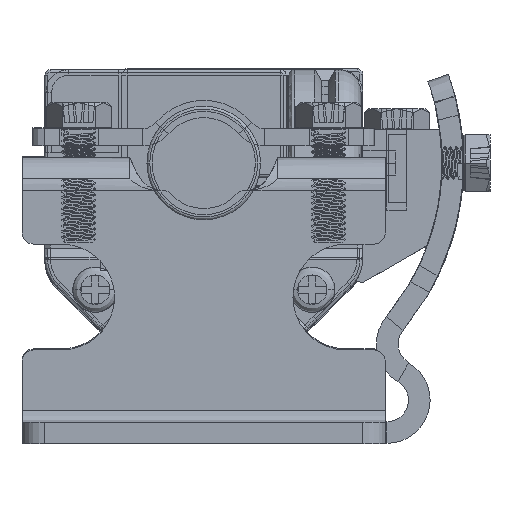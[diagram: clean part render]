
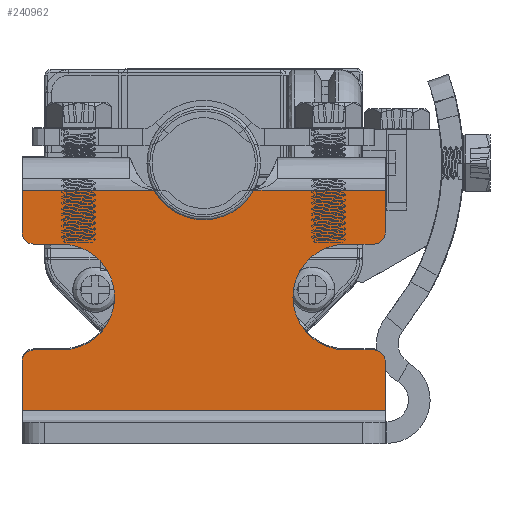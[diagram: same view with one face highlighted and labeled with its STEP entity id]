
A CAD part, front view. The second image highlights one B-rep face of the part: STEP entity #240962.
In plain terms, the highlighted planar face has unit normal (0, -1, 0).
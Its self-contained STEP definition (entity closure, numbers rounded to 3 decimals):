
#230420=CARTESIAN_POINT('',(-3.666,-1.9,21.3));
#230421=DIRECTION('',(0.,-1.,0.));
#230422=DIRECTION('',(0.733,0.,0.68));
#230423=AXIS2_PLACEMENT_3D('',#230420,#230421,#230422);
#230425=CARTESIAN_POINT('',(0.,-1.9,24.7));
#230426=DIRECTION('',(0.,1.,0.));
#230427=DIRECTION('',(0.733,0.,-0.68));
#230428=AXIS2_PLACEMENT_3D('',#230425,#230426,#230427);
#230430=CARTESIAN_POINT('',(3.666,-1.9,21.3));
#230431=DIRECTION('',(0.,-1.,0.));
#230432=DIRECTION('',(0.,0.,1.));
#230433=AXIS2_PLACEMENT_3D('',#230430,#230431,#230432);
#230435=DIRECTION('',(-1.,0.,0.));
#230436=VECTOR('',#230435,0.313);
#230437=CARTESIAN_POINT('',(3.979,-1.9,22.3));
#230438=LINE('',#230437,#230436);
#230439=CARTESIAN_POINT('',(15.,-1.9,18.55));
#230440=DIRECTION('',(0.,-1.,0.));
#230441=DIRECTION('',(0.,0.,-1.));
#230442=AXIS2_PLACEMENT_3D('',#230439,#230440,#230441);
#230444=DIRECTION('',(-1.,0.,0.));
#230445=VECTOR('',#230444,2.5);
#230446=CARTESIAN_POINT('',(15.,-1.9,17.55));
#230447=LINE('',#230446,#230445);
#230448=CARTESIAN_POINT('',(12.5,-1.9,12.9));
#230449=DIRECTION('',(0.,-1.,0.));
#230450=DIRECTION('',(0.,0.,1.));
#230451=AXIS2_PLACEMENT_3D('',#230448,#230449,#230450);
#230453=DIRECTION('',(-1.,0.,0.));
#230454=VECTOR('',#230453,2.5);
#230455=CARTESIAN_POINT('',(15.,-1.9,8.25));
#230456=LINE('',#230455,#230454);
#230457=CARTESIAN_POINT('',(15.,-1.9,7.25));
#230458=DIRECTION('',(0.,-1.,0.));
#230459=DIRECTION('',(1.,0.,0.));
#230460=AXIS2_PLACEMENT_3D('',#230457,#230458,#230459);
#230462=DIRECTION('',(1.,0.,0.));
#230463=VECTOR('',#230462,32.);
#230464=CARTESIAN_POINT('',(-16.,-1.9,2.9));
#230465=LINE('',#230464,#230463);
#230466=CARTESIAN_POINT('',(-15.,-1.9,7.25));
#230467=DIRECTION('',(0.,-1.,0.));
#230468=DIRECTION('',(0.,0.,1.));
#230469=AXIS2_PLACEMENT_3D('',#230466,#230467,#230468);
#230471=DIRECTION('',(1.,0.,0.));
#230472=VECTOR('',#230471,2.5);
#230473=CARTESIAN_POINT('',(-15.,-1.9,8.25));
#230474=LINE('',#230473,#230472);
#230475=CARTESIAN_POINT('',(-12.5,-1.9,12.9));
#230476=DIRECTION('',(0.,-1.,0.));
#230477=DIRECTION('',(0.,0.,-1.));
#230478=AXIS2_PLACEMENT_3D('',#230475,#230476,#230477);
#230480=DIRECTION('',(1.,0.,0.));
#230481=VECTOR('',#230480,2.5);
#230482=CARTESIAN_POINT('',(-15.,-1.9,17.55));
#230483=LINE('',#230482,#230481);
#230484=CARTESIAN_POINT('',(-15.,-1.9,18.55));
#230485=DIRECTION('',(0.,-1.,0.));
#230486=DIRECTION('',(-1.,0.,0.));
#230487=AXIS2_PLACEMENT_3D('',#230484,#230485,#230486);
#230489=DIRECTION('',(-1.,0.,0.));
#230490=VECTOR('',#230489,0.313);
#230491=CARTESIAN_POINT('',(-3.666,-1.9,22.3));
#230492=LINE('',#230491,#230490);
#230748=CARTESIAN_POINT('',(-3.979,-1.9,22.3));
#230750=DIRECTION('',(1.,0.,0.));
#230751=VECTOR('',#230750,12.021);
#230752=CARTESIAN_POINT('',(-16.,-1.9,22.3));
#230753=LINE('',#230752,#230751);
#231250=CARTESIAN_POINT('',(3.979,-1.9,22.3));
#231274=DIRECTION('',(1.,0.,0.));
#231275=VECTOR('',#231274,12.021);
#231276=CARTESIAN_POINT('',(3.979,-1.9,22.3));
#231277=LINE('',#231276,#231275);
#231298=DIRECTION('',(0.,0.,1.));
#231299=VECTOR('',#231298,3.75);
#231300=CARTESIAN_POINT('',(16.,-1.9,18.55));
#231301=LINE('',#231300,#231299);
#231334=DIRECTION('',(0.,0.,1.));
#231335=VECTOR('',#231334,4.35);
#231336=CARTESIAN_POINT('',(16.,-1.9,2.9));
#231337=LINE('',#231336,#231335);
#237375=DIRECTION('',(0.,0.,1.));
#237376=VECTOR('',#237375,3.75);
#237377=CARTESIAN_POINT('',(-16.,-1.9,18.55));
#237378=LINE('',#237377,#237376);
#237399=DIRECTION('',(0.,0.,1.));
#237400=VECTOR('',#237399,4.35);
#237401=CARTESIAN_POINT('',(-16.,-1.9,2.9));
#237402=LINE('',#237401,#237400);
#239948=CARTESIAN_POINT('',(12.5,-1.9,17.55));
#239949=CARTESIAN_POINT('',(12.5,-1.9,8.25));
#239950=VERTEX_POINT('',#239948);
#239951=VERTEX_POINT('',#239949);
#239952=CARTESIAN_POINT('',(-12.5,-1.9,8.25));
#239953=CARTESIAN_POINT('',(-12.5,-1.9,17.55));
#239954=VERTEX_POINT('',#239952);
#239955=VERTEX_POINT('',#239953);
#239980=CARTESIAN_POINT('',(16.,-1.9,7.25));
#239981=VERTEX_POINT('',#239980);
#239982=CARTESIAN_POINT('',(15.,-1.9,8.25));
#239983=VERTEX_POINT('',#239982);
#239988=CARTESIAN_POINT('',(15.,-1.9,17.55));
#239989=VERTEX_POINT('',#239988);
#239990=CARTESIAN_POINT('',(16.,-1.9,18.55));
#239991=VERTEX_POINT('',#239990);
#239996=CARTESIAN_POINT('',(-16.,-1.9,18.55));
#239997=VERTEX_POINT('',#239996);
#239998=CARTESIAN_POINT('',(-15.,-1.9,17.55));
#239999=VERTEX_POINT('',#239998);
#240004=CARTESIAN_POINT('',(-15.,-1.9,8.25));
#240005=VERTEX_POINT('',#240004);
#240006=CARTESIAN_POINT('',(-16.,-1.9,7.25));
#240007=VERTEX_POINT('',#240006);
#240016=CARTESIAN_POINT('',(-16.,-1.9,2.9));
#240017=VERTEX_POINT('',#240016);
#240018=CARTESIAN_POINT('',(-16.,-1.9,22.3));
#240019=VERTEX_POINT('',#240018);
#240020=CARTESIAN_POINT('',(16.,-1.9,2.9));
#240021=VERTEX_POINT('',#240020);
#240022=CARTESIAN_POINT('',(16.,-1.9,22.3));
#240023=VERTEX_POINT('',#240022);
#240114=VERTEX_POINT('',#230748);
#240115=VERTEX_POINT('',#231250);
#240124=CARTESIAN_POINT('',(-2.933,-1.9,21.98));
#240125=VERTEX_POINT('',#240124);
#240126=CARTESIAN_POINT('',(-3.666,-1.9,22.3));
#240127=VERTEX_POINT('',#240126);
#240132=CARTESIAN_POINT('',(3.666,-1.9,22.3));
#240133=VERTEX_POINT('',#240132);
#240134=CARTESIAN_POINT('',(2.933,-1.9,21.98));
#240135=VERTEX_POINT('',#240134);
#240912=CARTESIAN_POINT('',(-16.,-1.9,2.9));
#240913=DIRECTION('',(0.,1.,0.));
#240914=DIRECTION('',(0.,0.,1.));
#240915=AXIS2_PLACEMENT_3D('',#240912,#240913,#240914);
#240916=PLANE('',#240915);
#240918=ORIENTED_EDGE('',*,*,#240917,.F.);
#240920=ORIENTED_EDGE('',*,*,#240919,.F.);
#240922=ORIENTED_EDGE('',*,*,#240921,.F.);
#240924=ORIENTED_EDGE('',*,*,#240923,.F.);
#240926=ORIENTED_EDGE('',*,*,#240925,.T.);
#240928=ORIENTED_EDGE('',*,*,#240927,.F.);
#240930=ORIENTED_EDGE('',*,*,#240929,.F.);
#240932=ORIENTED_EDGE('',*,*,#240931,.T.);
#240934=ORIENTED_EDGE('',*,*,#240933,.T.);
#240936=ORIENTED_EDGE('',*,*,#240935,.F.);
#240938=ORIENTED_EDGE('',*,*,#240937,.F.);
#240940=ORIENTED_EDGE('',*,*,#240939,.F.);
#240941=ORIENTED_EDGE('',*,*,#240905,.F.);
#240943=ORIENTED_EDGE('',*,*,#240942,.T.);
#240945=ORIENTED_EDGE('',*,*,#240944,.F.);
#240947=ORIENTED_EDGE('',*,*,#240946,.T.);
#240949=ORIENTED_EDGE('',*,*,#240948,.T.);
#240951=ORIENTED_EDGE('',*,*,#240950,.F.);
#240953=ORIENTED_EDGE('',*,*,#240952,.F.);
#240955=ORIENTED_EDGE('',*,*,#240954,.T.);
#240957=ORIENTED_EDGE('',*,*,#240956,.T.);
#240959=ORIENTED_EDGE('',*,*,#240958,.F.);
#240960=EDGE_LOOP('',(#240918,#240920,#240922,#240924,#240926,#240928,#240930,
#240932,#240934,#240936,#240938,#240940,#240941,#240943,#240945,#240947,#240949,
#240951,#240953,#240955,#240957,#240959));
#240961=FACE_OUTER_BOUND('',#240960,.F.);
#240962=ADVANCED_FACE('',(#240961),#240916,.F.);
#230424=CIRCLE('',#230423,1.);
#230429=CIRCLE('',#230428,4.);
#230434=CIRCLE('',#230433,1.);
#230443=CIRCLE('',#230442,1.);
#230452=CIRCLE('',#230451,4.65);
#230461=CIRCLE('',#230460,1.);
#230470=CIRCLE('',#230469,1.);
#230479=CIRCLE('',#230478,4.65);
#230488=CIRCLE('',#230487,1.);
#240905=EDGE_CURVE('',#240017,#240021,#230465,.T.);
#240917=EDGE_CURVE('',#240125,#240127,#230424,.T.);
#240919=EDGE_CURVE('',#240135,#240125,#230429,.T.);
#240921=EDGE_CURVE('',#240133,#240135,#230434,.T.);
#240923=EDGE_CURVE('',#240115,#240133,#230438,.T.);
#240925=EDGE_CURVE('',#240115,#240023,#231277,.T.);
#240927=EDGE_CURVE('',#239991,#240023,#231301,.T.);
#240929=EDGE_CURVE('',#239989,#239991,#230443,.T.);
#240931=EDGE_CURVE('',#239989,#239950,#230447,.T.);
#240933=EDGE_CURVE('',#239950,#239951,#230452,.T.);
#240935=EDGE_CURVE('',#239983,#239951,#230456,.T.);
#240937=EDGE_CURVE('',#239981,#239983,#230461,.T.);
#240939=EDGE_CURVE('',#240021,#239981,#231337,.T.);
#240942=EDGE_CURVE('',#240017,#240007,#237402,.T.);
#240944=EDGE_CURVE('',#240005,#240007,#230470,.T.);
#240946=EDGE_CURVE('',#240005,#239954,#230474,.T.);
#240948=EDGE_CURVE('',#239954,#239955,#230479,.T.);
#240950=EDGE_CURVE('',#239999,#239955,#230483,.T.);
#240952=EDGE_CURVE('',#239997,#239999,#230488,.T.);
#240954=EDGE_CURVE('',#239997,#240019,#237378,.T.);
#240956=EDGE_CURVE('',#240019,#240114,#230753,.T.);
#240958=EDGE_CURVE('',#240127,#240114,#230492,.T.);
